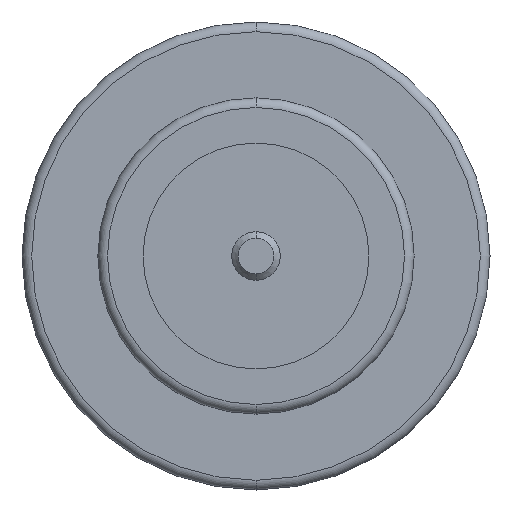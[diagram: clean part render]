
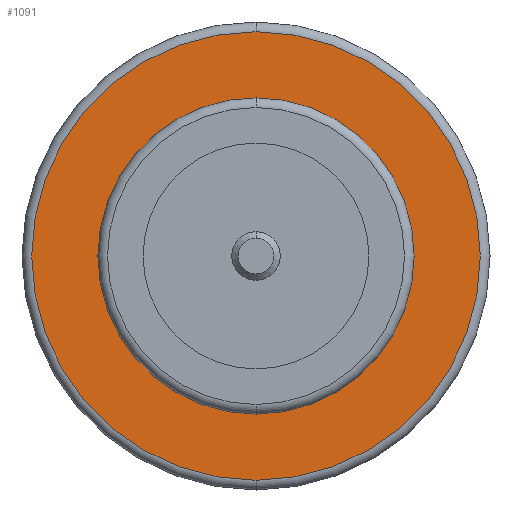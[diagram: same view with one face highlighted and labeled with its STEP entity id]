
A CAD part, front view. The second image highlights one B-rep face of the part: STEP entity #1091.
In plain terms, the highlighted planar face has unit normal (0, -1, 0).
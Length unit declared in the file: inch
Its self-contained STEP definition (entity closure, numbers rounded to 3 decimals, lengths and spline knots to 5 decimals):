
#5 = DIRECTION ( 'NONE',  ( 0., 0., -1. ) ) ;
#51 = DIRECTION ( 'NONE',  ( 0., -1., 0. ) ) ;
#59 = AXIS2_PLACEMENT_3D ( 'NONE', #679, #837, #138 ) ;
#84 = CARTESIAN_POINT ( 'NONE',  ( 0., -0.08, 0.049 ) ) ;
#86 = CIRCLE ( 'NONE', #438, 0.049 ) ;
#104 = CARTESIAN_POINT ( 'NONE',  ( 0., -0.08, 0. ) ) ;
#125 = CARTESIAN_POINT ( 'NONE',  ( 0., -0.08, 0. ) ) ;
#126 = AXIS2_PLACEMENT_3D ( 'NONE', #104, #570, #5 ) ;
#134 = DIRECTION ( 'NONE',  ( 0., -1., 0. ) ) ;
#138 = DIRECTION ( 'NONE',  ( 0., 0., -1. ) ) ;
#151 = VERTEX_POINT ( 'NONE', #84 ) ;
#173 = ORIENTED_EDGE ( 'NONE', *, *, #323, .F. ) ;
#177 = ORIENTED_EDGE ( 'NONE', *, *, #1130, .F. ) ;
#219 = EDGE_LOOP ( 'NONE', ( #599, #246 ) ) ;
#237 = CIRCLE ( 'NONE', #530, 0.049 ) ;
#246 = ORIENTED_EDGE ( 'NONE', *, *, #726, .T. ) ;
#268 = AXIS2_PLACEMENT_3D ( 'NONE', #632, #744, #830 ) ;
#301 = DIRECTION ( 'NONE',  ( 0., 0., -1. ) ) ;
#323 = EDGE_CURVE ( 'NONE', #151, #376, #237, .T. ) ;
#352 = CARTESIAN_POINT ( 'NONE',  ( 0., -0.08, -0.049 ) ) ;
#376 = VERTEX_POINT ( 'NONE', #352 ) ;
#438 = AXIS2_PLACEMENT_3D ( 'NONE', #125, #134, #662 ) ;
#485 = EDGE_CURVE ( 'NONE', #861, #1071, #509, .T. ) ;
#490 = CARTESIAN_POINT ( 'NONE',  ( 0., -0.08, -0.0695 ) ) ;
#509 = CIRCLE ( 'NONE', #126, 0.0695 ) ;
#523 = CIRCLE ( 'NONE', #59, 0.0695 ) ;
#530 = AXIS2_PLACEMENT_3D ( 'NONE', #835, #51, #301 ) ;
#547 = CARTESIAN_POINT ( 'NONE',  ( 0., -0.08, 0.0695 ) ) ;
#570 = DIRECTION ( 'NONE',  ( 0., -1., 0. ) ) ;
#599 = ORIENTED_EDGE ( 'NONE', *, *, #485, .T. ) ;
#632 = CARTESIAN_POINT ( 'NONE',  ( 0., -0.08, 0. ) ) ;
#633 = FACE_BOUND ( 'NONE', #994, .T. ) ;
#662 = DIRECTION ( 'NONE',  ( 0., 0., -1. ) ) ;
#679 = CARTESIAN_POINT ( 'NONE',  ( 0., -0.08, 0. ) ) ;
#726 = EDGE_CURVE ( 'NONE', #1071, #861, #523, .T. ) ;
#744 = DIRECTION ( 'NONE',  ( 0., -1., 0. ) ) ;
#788 = FACE_OUTER_BOUND ( 'NONE', #219, .T. ) ;
#830 = DIRECTION ( 'NONE',  ( 0., 0., -1. ) ) ;
#835 = CARTESIAN_POINT ( 'NONE',  ( 0., -0.08, 0. ) ) ;
#837 = DIRECTION ( 'NONE',  ( 0., -1., 0. ) ) ;
#861 = VERTEX_POINT ( 'NONE', #490 ) ;
#994 = EDGE_LOOP ( 'NONE', ( #177, #173 ) ) ;
#1071 = VERTEX_POINT ( 'NONE', #547 ) ;
#1080 = PLANE ( 'NONE',  #268 ) ;
#1091 = ADVANCED_FACE ( 'NONE', ( #788, #633 ), #1080, .T. ) ;
#1130 = EDGE_CURVE ( 'NONE', #376, #151, #86, .T. ) ;
